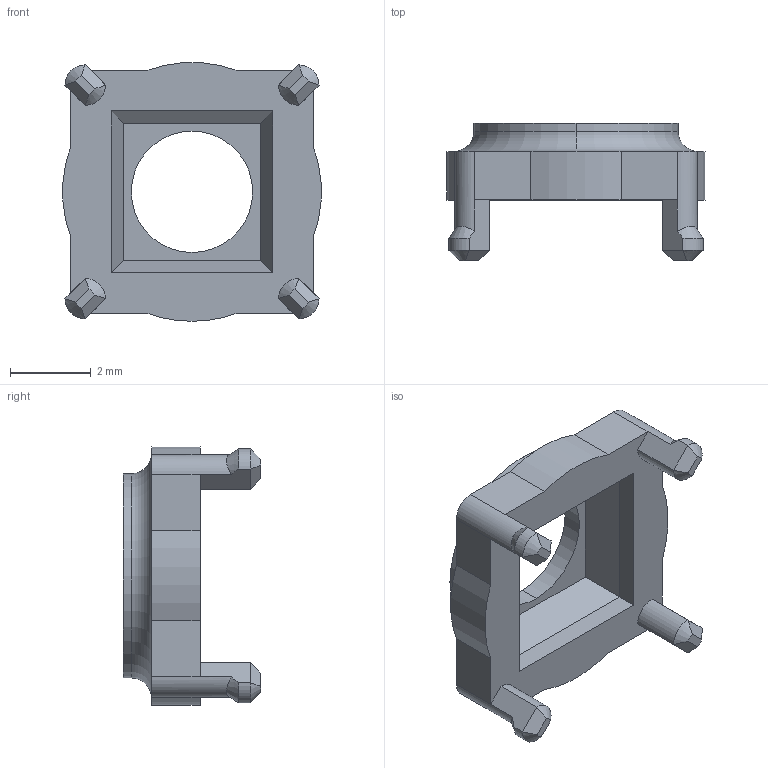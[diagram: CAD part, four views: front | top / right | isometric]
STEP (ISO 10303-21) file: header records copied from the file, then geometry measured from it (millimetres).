
FILE_DESCRIPTION (( 'STEP AP214' ), '1' );
FILE_NAME ('SF2 FILTER CAP.STEP', '2022-03-21T21:50:41', ( '' ), ( '' ), 'SwSTEP 2.0', 'SolidWorks 2017', '' );
FILE_SCHEMA (( 'AUTOMOTIVE_DESIGN' ));
Length unit declared in the file: millimetre
Products named in the file (1): SF2 FILTER CAP
Bounding box: 6.38 x 3.4 x 6.39 mm (x, y, z)
Volume: 38.5 mm3; surface area: 133.2 mm2
Topology: 1 solids, 1 shells, 81 faces, 199 edges, 122 vertices
Faces by surface type: plane 44, cylinder 21, cone 14, torus 2
Entity records: 2439 total; most frequent: CARTESIAN_POINT 517, ORIENTED_EDGE 398, DIRECTION 387, EDGE_CURVE 199, AXIS2_PLACEMENT_3D 140, VERTEX_POINT 122, VECTOR 107, LINE 107
